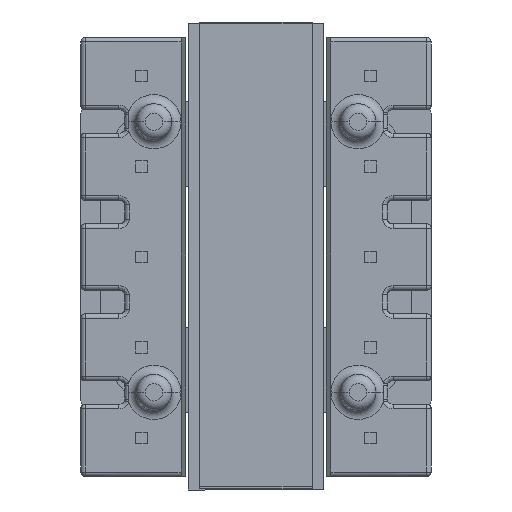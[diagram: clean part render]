
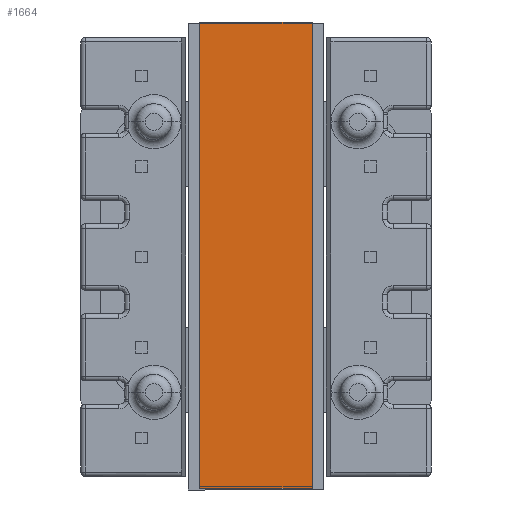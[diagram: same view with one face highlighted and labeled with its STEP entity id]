
A CAD part, front view. The second image highlights one B-rep face of the part: STEP entity #1664.
In plain terms, the highlighted face is planar.
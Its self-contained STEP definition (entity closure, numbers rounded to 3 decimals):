
#49 = VECTOR ( 'NONE', #2854, 1000. ) ;
#92 = VERTEX_POINT ( 'NONE', #690 ) ;
#690 = CARTESIAN_POINT ( 'NONE',  ( 25.902, -25.702, -6.22 ) ) ;
#1664 = ADVANCED_FACE ( 'NONE', ( #9967 ), #5553, .T. ) ;
#1791 = VECTOR ( 'NONE', #11654, 1000. ) ;
#1923 = CARTESIAN_POINT ( 'NONE',  ( 25.902, 0.102, -6.22 ) ) ;
#2268 = VERTEX_POINT ( 'NONE', #7261 ) ;
#2854 = DIRECTION ( 'NONE',  ( 0., 0., 1. ) ) ;
#3178 = CARTESIAN_POINT ( 'NONE',  ( 25.902, 0.102, -6.22 ) ) ;
#3625 = LINE ( 'NONE', #4054, #49 ) ;
#3967 = EDGE_CURVE ( 'NONE', #92, #2268, #3625, .T. ) ;
#3985 = CARTESIAN_POINT ( 'NONE',  ( 25.902, 0.102, -6.22 ) ) ;
#4054 = CARTESIAN_POINT ( 'NONE',  ( 25.902, -25.702, -6.22 ) ) ;
#4216 = AXIS2_PLACEMENT_3D ( 'NONE', #3178, #11546, #4397 ) ;
#4397 = DIRECTION ( 'NONE',  ( 0., 1., 0. ) ) ;
#4500 = CARTESIAN_POINT ( 'NONE',  ( 25.902, 0.102, 0. ) ) ;
#4978 = LINE ( 'NONE', #4500, #1791 ) ;
#5359 = EDGE_LOOP ( 'NONE', ( #5982, #12124, #13906, #11691 ) ) ;
#5553 = PLANE ( 'NONE',  #4216 ) ;
#5982 = ORIENTED_EDGE ( 'NONE', *, *, #7010, .F. ) ;
#6061 = EDGE_CURVE ( 'NONE', #10058, #8431, #12737, .T. ) ;
#6122 = LINE ( 'NONE', #15125, #12460 ) ;
#6918 = EDGE_CURVE ( 'NONE', #92, #10058, #6122, .T. ) ;
#7010 = EDGE_CURVE ( 'NONE', #2268, #8431, #4978, .T. ) ;
#7261 = CARTESIAN_POINT ( 'NONE',  ( 25.902, -25.702, 0. ) ) ;
#7928 = DIRECTION ( 'NONE',  ( 0., 1., 0. ) ) ;
#8431 = VERTEX_POINT ( 'NONE', #14944 ) ;
#9967 = FACE_OUTER_BOUND ( 'NONE', #5359, .T. ) ;
#10058 = VERTEX_POINT ( 'NONE', #3985 ) ;
#10294 = DIRECTION ( 'NONE',  ( 0., 0., 1. ) ) ;
#11546 = DIRECTION ( 'NONE',  ( 1., 0., 0. ) ) ;
#11654 = DIRECTION ( 'NONE',  ( 0., 1., 0. ) ) ;
#11691 = ORIENTED_EDGE ( 'NONE', *, *, #6061, .T. ) ;
#12124 = ORIENTED_EDGE ( 'NONE', *, *, #3967, .F. ) ;
#12460 = VECTOR ( 'NONE', #7928, 1000. ) ;
#12737 = LINE ( 'NONE', #1923, #13487 ) ;
#13487 = VECTOR ( 'NONE', #10294, 1000. ) ;
#13906 = ORIENTED_EDGE ( 'NONE', *, *, #6918, .T. ) ;
#14944 = CARTESIAN_POINT ( 'NONE',  ( 25.902, 0.102, 0. ) ) ;
#15125 = CARTESIAN_POINT ( 'NONE',  ( 25.902, 0.102, -6.22 ) ) ;
